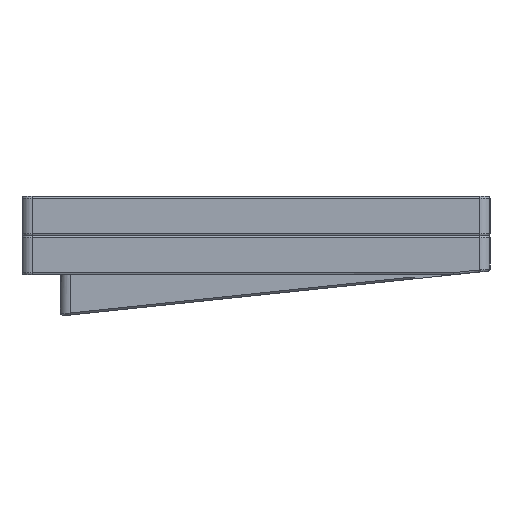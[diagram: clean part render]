
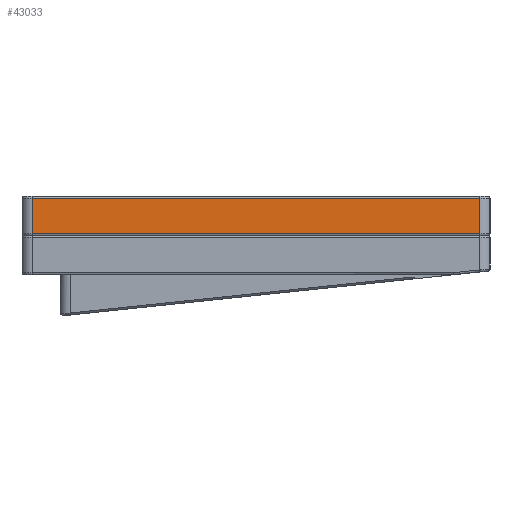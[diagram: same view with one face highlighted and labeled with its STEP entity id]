
A CAD part, left-side view. The second image highlights one B-rep face of the part: STEP entity #43033.
In plain terms, the highlighted planar face has unit normal (-1, 0, 0).
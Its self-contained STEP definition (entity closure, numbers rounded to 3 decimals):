
#1450=PLANE('',#45472);
#2445=LINE('',#63805,#6346);
#2450=LINE('',#63829,#6351);
#2451=LINE('',#63831,#6352);
#2452=LINE('',#63832,#6353);
#6346=VECTOR('',#50289,10.);
#6351=VECTOR('',#50318,10.);
#6352=VECTOR('',#50319,10.);
#6353=VECTOR('',#50320,10.);
#11476=FACE_OUTER_BOUND('',#13740,.T.);
#13740=EDGE_LOOP('',(#30201,#30202,#30203,#30204));
#19514=VERTEX_POINT('',#63795);
#19516=VERTEX_POINT('',#63801);
#19524=VERTEX_POINT('',#63828);
#19525=VERTEX_POINT('',#63830);
#23760=EDGE_CURVE('',#19514,#19516,#2445,.T.);
#23772=EDGE_CURVE('',#19524,#19514,#2450,.T.);
#23773=EDGE_CURVE('',#19525,#19524,#2451,.T.);
#23774=EDGE_CURVE('',#19516,#19525,#2452,.T.);
#30201=ORIENTED_EDGE('',*,*,#23760,.F.);
#30202=ORIENTED_EDGE('',*,*,#23772,.F.);
#30203=ORIENTED_EDGE('',*,*,#23773,.F.);
#30204=ORIENTED_EDGE('',*,*,#23774,.F.);
#43033=ADVANCED_FACE('',(#11476),#1450,.T.);
#45472=AXIS2_PLACEMENT_3D('',#63827,#50316,#50317);
#50289=DIRECTION('',(0.,1.,0.));
#50316=DIRECTION('center_axis',(-1.,0.,0.));
#50317=DIRECTION('ref_axis',(0.,-1.,0.));
#50318=DIRECTION('',(0.,0.,-1.));
#50319=DIRECTION('',(0.,-1.,0.));
#50320=DIRECTION('',(0.,0.,1.));
#63795=CARTESIAN_POINT('',(107.962,101.768,0.2));
#63801=CARTESIAN_POINT('',(107.962,212.968,0.2));
#63805=CARTESIAN_POINT('',(107.962,186.681,0.2));
#63827=CARTESIAN_POINT('Origin',(107.962,215.993,0.));
#63828=CARTESIAN_POINT('',(107.962,101.768,9.));
#63829=CARTESIAN_POINT('',(107.962,101.768,0.));
#63830=CARTESIAN_POINT('',(107.962,212.968,9.));
#63831=CARTESIAN_POINT('',(107.962,186.681,9.));
#63832=CARTESIAN_POINT('',(107.962,212.968,0.));
